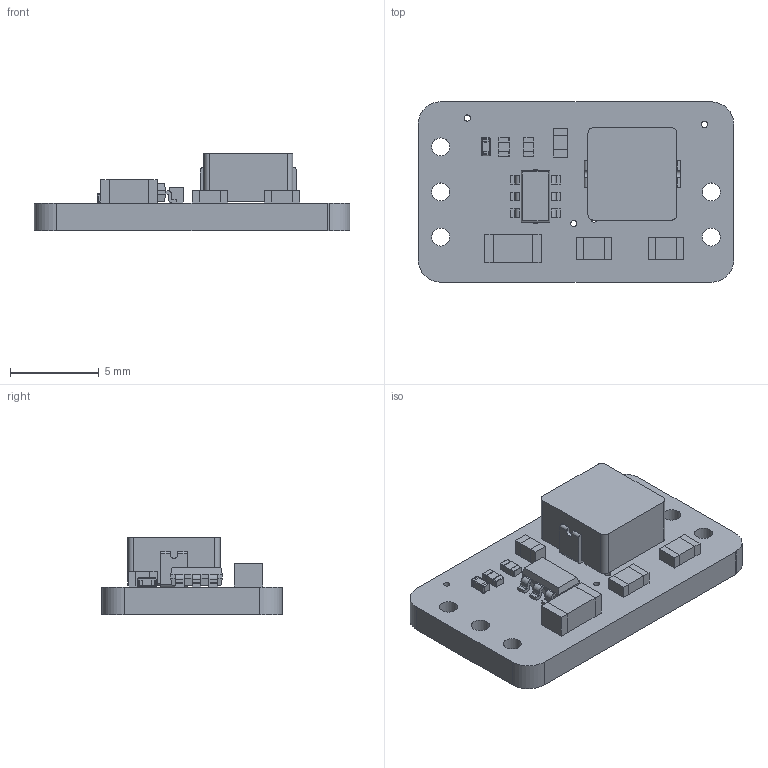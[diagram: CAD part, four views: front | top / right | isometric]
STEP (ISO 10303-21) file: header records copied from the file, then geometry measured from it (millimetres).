
FILE_DESCRIPTION(/* description */ ('','CAx-IF Rec.Pracs.---Representation and Presentation of Product Manufacturing Information (PMI)---4.0---2014-10-13'),/* implementation_level */ '2;1');
FILE_NAME(/* name */ 'AP63300-step-down v2.step',/* time_stamp */ '2025-02-18T13:02:20+01:00',/* author */ (''),/* organization */ (''),/* preprocessor_version */ 'ST-DEVELOPER v20',/* originating_system */ 'Autodesk Translation Framework v13.20.0.188',/* authorisation */ '');
FILE_SCHEMA (('AP242_MANAGED_MODEL_BASED_3D_ENGINEERING_MIM_LF { 1 0 10303 442 1 1 4 }'));
Length unit declared in the file: millimetre
Products named in the file (14): AP63300-step-down; Board; Packages; C0402; Pin1; Pin2; CeramicBody; L5.4X5.2; LASKKIT_10MM_SILKSCREEN; SOT23-6; C0603; C0805; C1206; R0402
Assembly tree (15 placements, depth 4):
  AP63300-step-down
    Board
    Packages
      C0402
        Pin1
        Pin2
        CeramicBody
      L5.4X5.2
      LASKKIT_10MM_SILKSCREEN
      SOT23-6
      C0603
      C0805  x2
      C1206
      R0402  x2
Bounding box: 17.78 x 10.16 x 4.38 mm (x, y, z)
Volume: 361.9 mm3; surface area: 665.6 mm2
Topology: 12 solids, 12 shells, 422 faces, 1016 edges, 620 vertices
Faces by surface type: plane 229, cylinder 131, sphere 40, bspline 18, cone 4
Full cylindrical faces by diameter (mm): 0.35 x8, 1.016 x5
Entity records: 12245 total; most frequent: CARTESIAN_POINT 3063, DIRECTION 1794, ORIENTED_EDGE 1736, EDGE_CURVE 868, AXIS2_PLACEMENT_3D 601, LINE 592, VECTOR 592, VERTEX_POINT 540
